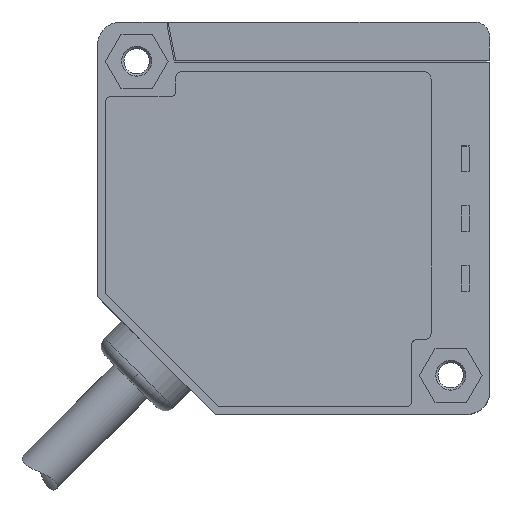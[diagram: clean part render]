
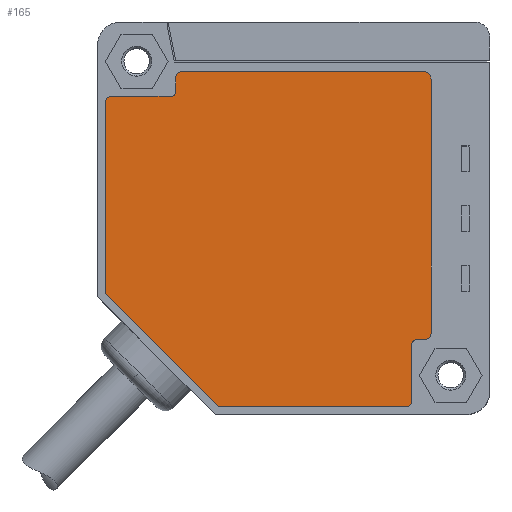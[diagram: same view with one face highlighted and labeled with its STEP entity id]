
A CAD part, top view. The second image highlights one B-rep face of the part: STEP entity #165.
In plain terms, the highlighted planar face has unit normal (0, 0, 1).
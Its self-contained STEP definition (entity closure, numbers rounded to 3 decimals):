
#165=ADVANCED_FACE('',(#459),#460,.T.);
#459=FACE_OUTER_BOUND('',#789,.T.);
#460=PLANE('',#790);
#789=EDGE_LOOP('',(#1876,#1877,#1878,#1879,#1880,#1881,#1882,#1883,#1884,#1885,#1886,#1887,#1888,#1889,#1890,#1891,#1892,#1893,#1894,#1895,#1896));
#790=AXIS2_PLACEMENT_3D('',#1897,#1898,#1899);
#1876=ORIENTED_EDGE('',*,*,#2491,.F.);
#1877=ORIENTED_EDGE('',*,*,#2489,.T.);
#1878=ORIENTED_EDGE('',*,*,#2166,.T.);
#1879=ORIENTED_EDGE('',*,*,#2488,.F.);
#1880=ORIENTED_EDGE('',*,*,#2486,.T.);
#1881=ORIENTED_EDGE('',*,*,#2484,.F.);
#1882=ORIENTED_EDGE('',*,*,#2482,.F.);
#1883=ORIENTED_EDGE('',*,*,#2170,.F.);
#1884=ORIENTED_EDGE('',*,*,#2481,.F.);
#1885=ORIENTED_EDGE('',*,*,#2172,.T.);
#1886=ORIENTED_EDGE('',*,*,#2480,.T.);
#1887=ORIENTED_EDGE('',*,*,#2505,.F.);
#1888=ORIENTED_EDGE('',*,*,#2503,.F.);
#1889=ORIENTED_EDGE('',*,*,#2501,.F.);
#1890=ORIENTED_EDGE('',*,*,#2499,.T.);
#1891=ORIENTED_EDGE('',*,*,#2158,.T.);
#1892=ORIENTED_EDGE('',*,*,#2498,.F.);
#1893=ORIENTED_EDGE('',*,*,#2496,.F.);
#1894=ORIENTED_EDGE('',*,*,#2494,.F.);
#1895=ORIENTED_EDGE('',*,*,#2492,.T.);
#1896=ORIENTED_EDGE('',*,*,#2162,.T.);
#1897=CARTESIAN_POINT('',(23.098,23.632,8.6));
#1898=DIRECTION('',(0.0,0.0,1.0));
#1899=DIRECTION('',(1.0,0.0,0.0));
#2158=EDGE_CURVE('',#2574,#2578,#2580,.T.);
#2162=EDGE_CURVE('',#2582,#2586,#2588,.T.);
#2166=EDGE_CURVE('',#2590,#2594,#2596,.T.);
#2170=EDGE_CURVE('',#2602,#2598,#2604,.T.);
#2172=EDGE_CURVE('',#2608,#2605,#2609,.T.);
#2480=EDGE_CURVE('',#2605,#3127,#3129,.T.);
#2481=EDGE_CURVE('',#2608,#2602,#3130,.T.);
#2482=EDGE_CURVE('',#2598,#3131,#3132,.T.);
#2484=EDGE_CURVE('',#3131,#3134,#3135,.T.);
#2486=EDGE_CURVE('',#3137,#3134,#3138,.T.);
#2488=EDGE_CURVE('',#3137,#2594,#3140,.T.);
#2489=EDGE_CURVE('',#3141,#2590,#3142,.T.);
#2491=EDGE_CURVE('',#3141,#2586,#3144,.T.);
#2492=EDGE_CURVE('',#3145,#2582,#3146,.T.);
#2494=EDGE_CURVE('',#3145,#3148,#3149,.T.);
#2496=EDGE_CURVE('',#3148,#3151,#3152,.T.);
#2498=EDGE_CURVE('',#3151,#2578,#3154,.T.);
#2499=EDGE_CURVE('',#3155,#2574,#3156,.T.);
#2501=EDGE_CURVE('',#3155,#3158,#3159,.T.);
#2503=EDGE_CURVE('',#3158,#3161,#3162,.T.);
#2505=EDGE_CURVE('',#3161,#3127,#3164,.T.);
#2574=VERTEX_POINT('',#3261);
#2578=VERTEX_POINT('',#3266);
#2580=CIRCLE('',#3269,0.778);
#2582=VERTEX_POINT('',#3271);
#2586=VERTEX_POINT('',#3276);
#2588=CIRCLE('',#3279,0.797);
#2590=VERTEX_POINT('',#3281);
#2594=VERTEX_POINT('',#3286);
#2596=CIRCLE('',#3289,0.991);
#2598=VERTEX_POINT('',#3291);
#2602=VERTEX_POINT('',#3296);
#2604=CIRCLE('',#3299,0.584);
#2605=VERTEX_POINT('',#3300);
#2608=VERTEX_POINT('',#3304);
#2609=CIRCLE('',#3305,0.797);
#3127=VERTEX_POINT('',#4112);
#3129=CIRCLE('',#4115,0.797);
#3130=LINE('',#4116,#4117);
#3131=VERTEX_POINT('',#4118);
#3132=CIRCLE('',#4119,0.584);
#3134=VERTEX_POINT('',#4122);
#3135=LINE('',#4123,#4124);
#3137=VERTEX_POINT('',#4127);
#3138=CIRCLE('',#4128,0.817);
#3140=LINE('',#4131,#4132);
#3141=VERTEX_POINT('',#4133);
#3142=CIRCLE('',#4134,0.991);
#3144=LINE('',#4137,#4138);
#3145=VERTEX_POINT('',#4139);
#3146=CIRCLE('',#4140,0.797);
#3148=VERTEX_POINT('',#4143);
#3149=LINE('',#4144,#4145);
#3151=VERTEX_POINT('',#4148);
#3152=CIRCLE('',#4149,0.602);
#3154=LINE('',#4152,#4153);
#3155=VERTEX_POINT('',#4154);
#3156=CIRCLE('',#4155,0.778);
#3158=VERTEX_POINT('',#4158);
#3159=LINE('',#4159,#4160);
#3161=VERTEX_POINT('',#4163);
#3162=LINE('',#4164,#4165);
#3164=LINE('',#4168,#4169);
#3261=CARTESIAN_POINT('',(40.057,1.768,8.6));
#3266=CARTESIAN_POINT('',(40.057,1.787,8.6));
#3269=AXIS2_PLACEMENT_3D('',#4317,#4318,#4319);
#3271=CARTESIAN_POINT('',(42.493,10.336,8.6));
#3276=CARTESIAN_POINT('',(42.493,10.348,8.6));
#3279=AXIS2_PLACEMENT_3D('',#4325,#4326,#4327);
#3281=CARTESIAN_POINT('',(42.493,42.706,8.6));
#3286=CARTESIAN_POINT('',(41.492,43.697,8.6));
#3289=AXIS2_PLACEMENT_3D('',#4333,#4334,#4335);
#3291=CARTESIAN_POINT('',(9.991,41.115,8.6));
#3296=CARTESIAN_POINT('',(9.388,40.532,8.6));
#3299=AXIS2_PLACEMENT_3D('',#4341,#4342,#4343);
#3300=CARTESIAN_POINT('',(0.997,39.735,8.6));
#3304=CARTESIAN_POINT('',(1.794,40.532,8.6));
#3305=AXIS2_PLACEMENT_3D('',#4345,#4346,#4347);
#4112=CARTESIAN_POINT('',(0.997,39.724,8.6));
#4115=AXIS2_PLACEMENT_3D('',#4813,#4814,#4815);
#4116=CARTESIAN_POINT('',(1.794,40.532,8.6));
#4117=VECTOR('',#4816,1.0);
#4118=CARTESIAN_POINT('',(9.991,41.124,8.6));
#4119=AXIS2_PLACEMENT_3D('',#4817,#4818,#4819);
#4122=CARTESIAN_POINT('',(9.991,42.9,8.6));
#4123=CARTESIAN_POINT('',(9.991,41.124,8.6));
#4124=VECTOR('',#4821,1.0);
#4127=CARTESIAN_POINT('',(10.788,43.697,8.6));
#4128=AXIS2_PLACEMENT_3D('',#4823,#4824,#4825);
#4131=CARTESIAN_POINT('',(10.788,43.697,8.6));
#4132=VECTOR('',#4827,1.0);
#4133=CARTESIAN_POINT('',(42.493,42.695,8.6));
#4134=AXIS2_PLACEMENT_3D('',#4828,#4829,#4830);
#4137=CARTESIAN_POINT('',(42.493,42.695,8.6));
#4138=VECTOR('',#4832,1.0);
#4139=CARTESIAN_POINT('',(41.696,9.54,8.6));
#4140=AXIS2_PLACEMENT_3D('',#4833,#4834,#4835);
#4143=CARTESIAN_POINT('',(40.66,9.54,8.6));
#4144=CARTESIAN_POINT('',(41.696,9.54,8.6));
#4145=VECTOR('',#4837,1.0);
#4148=CARTESIAN_POINT('',(40.057,8.948,8.6));
#4149=AXIS2_PLACEMENT_3D('',#4839,#4840,#4841);
#4152=CARTESIAN_POINT('',(40.057,8.948,8.6));
#4153=VECTOR('',#4843,1.0);
#4154=CARTESIAN_POINT('',(39.26,0.99,8.6));
#4155=AXIS2_PLACEMENT_3D('',#4844,#4845,#4846);
#4158=CARTESIAN_POINT('',(15.41,0.99,8.6));
#4159=CARTESIAN_POINT('',(39.26,0.99,8.6));
#4160=VECTOR('',#4848,1.0);
#4163=CARTESIAN_POINT('',(0.997,15.414,8.6));
#4164=CARTESIAN_POINT('',(15.41,0.99,8.6));
#4165=VECTOR('',#4850,1.0);
#4168=CARTESIAN_POINT('',(0.997,15.414,8.6));
#4169=VECTOR('',#4852,1.0);
#4317=CARTESIAN_POINT('',(39.279,1.768,8.6));
#4318=DIRECTION('',(0.0,0.0,1.0));
#4319=DIRECTION('',(1.0,0.0,0.0));
#4325=CARTESIAN_POINT('',(41.697,10.336,8.6));
#4326=DIRECTION('',(0.0,0.0,1.0));
#4327=DIRECTION('',(1.0,0.0,0.0));
#4333=CARTESIAN_POINT('',(41.502,42.706,8.6));
#4334=DIRECTION('',(0.0,0.0,1.0));
#4335=DIRECTION('',(1.0,0.0,0.0));
#4341=CARTESIAN_POINT('',(9.407,41.115,8.6));
#4342=DIRECTION('',(0.0,0.0,1.0));
#4343=DIRECTION('',(1.0,0.0,0.0));
#4345=CARTESIAN_POINT('',(1.794,39.735,8.6));
#4346=DIRECTION('',(0.0,0.0,1.0));
#4347=DIRECTION('',(1.0,0.0,0.0));
#4813=CARTESIAN_POINT('',(1.794,39.735,8.6));
#4814=DIRECTION('',(0.0,0.0,1.0));
#4815=DIRECTION('',(1.0,0.0,0.0));
#4816=DIRECTION('',(1.0,0.0,0.0));
#4817=CARTESIAN_POINT('',(9.407,41.115,8.6));
#4818=DIRECTION('',(0.0,0.0,1.0));
#4819=DIRECTION('',(1.0,0.0,0.0));
#4821=DIRECTION('',(0.0,1.0,0.0));
#4823=CARTESIAN_POINT('',(10.808,42.88,8.6));
#4824=DIRECTION('',(0.0,0.0,1.0));
#4825=DIRECTION('',(1.0,0.0,0.0));
#4827=DIRECTION('',(1.0,0.0,0.0));
#4828=CARTESIAN_POINT('',(41.502,42.706,8.6));
#4829=DIRECTION('',(0.0,0.0,1.0));
#4830=DIRECTION('',(1.0,0.0,0.0));
#4832=DIRECTION('',(0.0,-1.0,0.0));
#4833=CARTESIAN_POINT('',(41.697,10.336,8.6));
#4834=DIRECTION('',(0.0,0.0,1.0));
#4835=DIRECTION('',(1.0,0.0,0.0));
#4837=DIRECTION('',(-1.0,0.0,0.0));
#4839=CARTESIAN_POINT('',(40.659,8.937,8.6));
#4840=DIRECTION('',(0.0,0.0,1.0));
#4841=DIRECTION('',(1.0,0.0,0.0));
#4843=DIRECTION('',(0.0,-1.0,0.0));
#4844=CARTESIAN_POINT('',(39.279,1.768,8.6));
#4845=DIRECTION('',(0.0,0.0,1.0));
#4846=DIRECTION('',(1.0,0.0,0.0));
#4848=DIRECTION('',(-1.0,0.0,0.0));
#4850=DIRECTION('',(-0.707,0.707,0.0));
#4852=DIRECTION('',(0.0,1.0,0.0));
